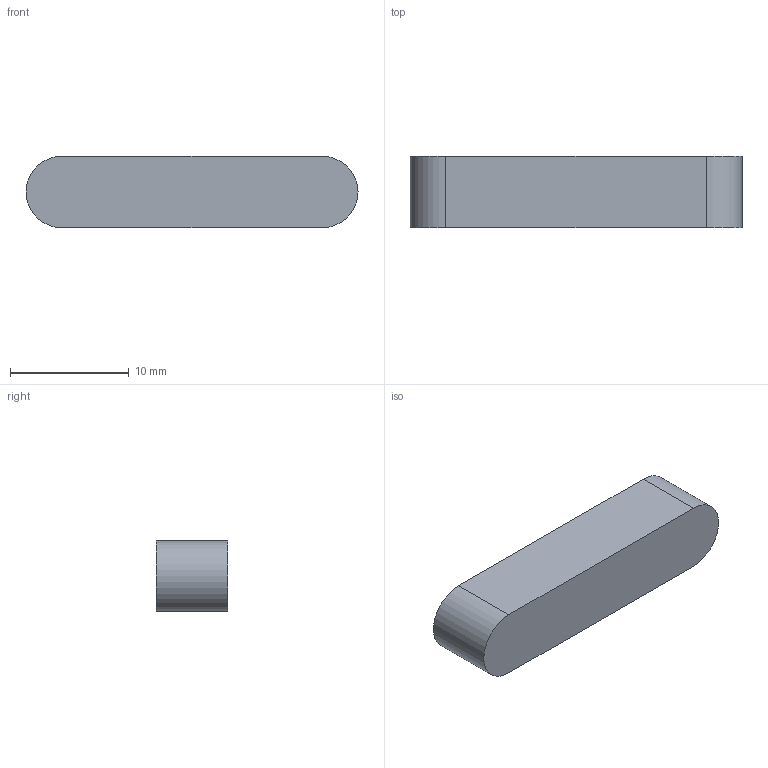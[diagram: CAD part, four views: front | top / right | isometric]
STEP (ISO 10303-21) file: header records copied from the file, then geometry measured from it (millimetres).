
FILE_DESCRIPTION( ( 'STEP AP214' ), '1' );
FILE_NAME( 'K0696.06X28.stp', '2020-12-09T11:54:03', ( '' ), ( '' ), ' ', 'PARTsolutions', ' ' );
FILE_SCHEMA( ( 'AUTOMOTIVE_DESIGN { 1 0 10303 214 1 1 1 1 }' ) );
Length unit declared in the file: millimetre
Products named in the file (1): _K0696.06X28
Bounding box: 28 x 6 x 6 mm (x, y, z)
Volume: 961.6 mm3; surface area: 697.6 mm2
Topology: 1 solids, 1 shells, 6 faces, 12 edges, 8 vertices
Faces by surface type: plane 4, cylinder 2
Entity records: 224 total; most frequent: DIRECTION 30, CARTESIAN_POINT 27, ORIENTED_EDGE 24, EDGE_CURVE 12, AXIS2_PLACEMENT_3D 11, VERTEX_POINT 8, LINE 8, VECTOR 8
